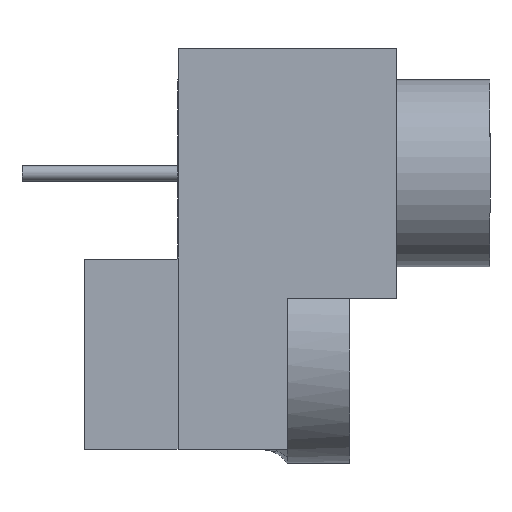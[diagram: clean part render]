
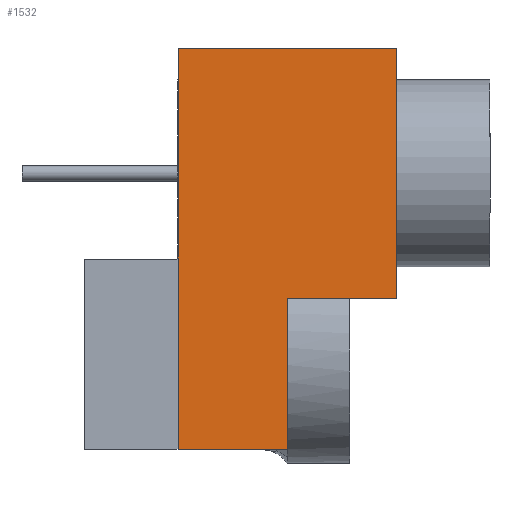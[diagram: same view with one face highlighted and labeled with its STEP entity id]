
A CAD part, front view. The second image highlights one B-rep face of the part: STEP entity #1532.
In plain terms, the highlighted planar face has unit normal (0, -1, 0).
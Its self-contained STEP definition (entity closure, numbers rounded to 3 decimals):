
#78 = VECTOR ( 'NONE', #1443, 1000. ) ;
#161 = CARTESIAN_POINT ( 'NONE',  ( -4., -4., 7. ) ) ;
#173 = DIRECTION ( 'NONE',  ( 0., 0., 1. ) ) ;
#176 = EDGE_CURVE ( 'NONE', #559, #359, #1584, .T. ) ;
#207 = CARTESIAN_POINT ( 'NONE',  ( -4., -4., 0. ) ) ;
#223 = LINE ( 'NONE', #1446, #1465 ) ;
#237 = VECTOR ( 'NONE', #441, 1000. ) ;
#250 = ORIENTED_EDGE ( 'NONE', *, *, #1660, .T. ) ;
#274 = VERTEX_POINT ( 'NONE', #207 ) ;
#293 = FACE_OUTER_BOUND ( 'NONE', #626, .T. ) ;
#331 = CARTESIAN_POINT ( 'NONE',  ( -4., -4., 7. ) ) ;
#358 = EDGE_CURVE ( 'NONE', #525, #1386, #486, .T. ) ;
#359 = VERTEX_POINT ( 'NONE', #1621 ) ;
#402 = CARTESIAN_POINT ( 'NONE',  ( 4., -4., 0. ) ) ;
#441 = DIRECTION ( 'NONE',  ( 1., 0., 0. ) ) ;
#486 = LINE ( 'NONE', #1062, #1444 ) ;
#525 = VERTEX_POINT ( 'NONE', #850 ) ;
#559 = VERTEX_POINT ( 'NONE', #1389 ) ;
#581 = VERTEX_POINT ( 'NONE', #402 ) ;
#626 = EDGE_LOOP ( 'NONE', ( #1042, #1270, #250, #823, #691, #1810 ) ) ;
#683 = VECTOR ( 'NONE', #730, 1000. ) ;
#691 = ORIENTED_EDGE ( 'NONE', *, *, #176, .F. ) ;
#730 = DIRECTION ( 'NONE',  ( 1., 0., 0. ) ) ;
#762 = CARTESIAN_POINT ( 'NONE',  ( -8.85, -4., 5.5 ) ) ;
#823 = ORIENTED_EDGE ( 'NONE', *, *, #886, .F. ) ;
#850 = CARTESIAN_POINT ( 'NONE',  ( -4., -4., 3.5 ) ) ;
#867 = AXIS2_PLACEMENT_3D ( 'NONE', #331, #1559, #173 ) ;
#886 = EDGE_CURVE ( 'NONE', #359, #581, #223, .T. ) ;
#912 = LINE ( 'NONE', #762, #78 ) ;
#925 = DIRECTION ( 'NONE',  ( -1., 0., 0. ) ) ;
#1042 = ORIENTED_EDGE ( 'NONE', *, *, #358, .F. ) ;
#1062 = CARTESIAN_POINT ( 'NONE',  ( 0., -4., 3.5 ) ) ;
#1086 = CARTESIAN_POINT ( 'NONE',  ( -8.85, -4., 3.5 ) ) ;
#1147 = LINE ( 'NONE', #1693, #237 ) ;
#1168 = LINE ( 'NONE', #1711, #1582 ) ;
#1269 = EDGE_CURVE ( 'NONE', #1386, #559, #912, .T. ) ;
#1270 = ORIENTED_EDGE ( 'NONE', *, *, #1718, .T. ) ;
#1386 = VERTEX_POINT ( 'NONE', #1086 ) ;
#1389 = CARTESIAN_POINT ( 'NONE',  ( -8.85, -4., 7. ) ) ;
#1443 = DIRECTION ( 'NONE',  ( 0., 0., 1. ) ) ;
#1444 = VECTOR ( 'NONE', #925, 1000. ) ;
#1446 = CARTESIAN_POINT ( 'NONE',  ( 4., -4., 7. ) ) ;
#1465 = VECTOR ( 'NONE', #1619, 1000. ) ;
#1532 = ADVANCED_FACE ( 'NONE', ( #293 ), #1702, .F. ) ;
#1559 = DIRECTION ( 'NONE',  ( 0., 1., 0. ) ) ;
#1576 = DIRECTION ( 'NONE',  ( 0., 0., -1. ) ) ;
#1582 = VECTOR ( 'NONE', #1576, 1000. ) ;
#1584 = LINE ( 'NONE', #161, #683 ) ;
#1619 = DIRECTION ( 'NONE',  ( 0., 0., -1. ) ) ;
#1621 = CARTESIAN_POINT ( 'NONE',  ( 4., -4., 7. ) ) ;
#1660 = EDGE_CURVE ( 'NONE', #274, #581, #1147, .T. ) ;
#1693 = CARTESIAN_POINT ( 'NONE',  ( -4., -4., 0. ) ) ;
#1702 = PLANE ( 'NONE',  #867 ) ;
#1711 = CARTESIAN_POINT ( 'NONE',  ( -4., -4., 7. ) ) ;
#1718 = EDGE_CURVE ( 'NONE', #525, #274, #1168, .T. ) ;
#1810 = ORIENTED_EDGE ( 'NONE', *, *, #1269, .F. ) ;
